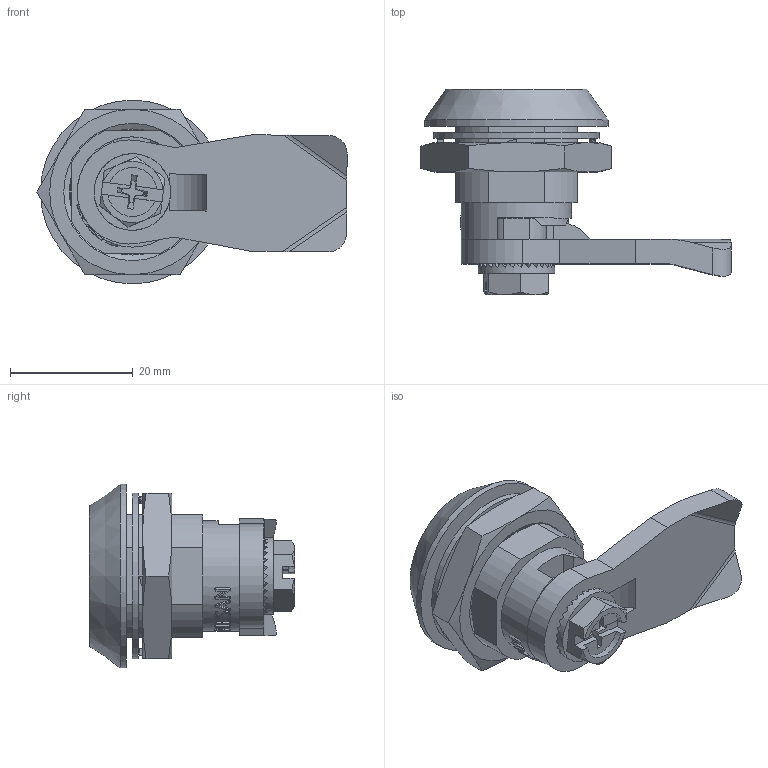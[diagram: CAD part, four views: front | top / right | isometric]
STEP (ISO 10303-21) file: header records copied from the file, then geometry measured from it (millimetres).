
FILE_DESCRIPTION(('STEP AP203'),'1');
FILE_NAME('060.1.1.15.12.step','2012-03-07T10:49:04',(' '),(' '),'Spatial InterOp 3D',' ',' ');
FILE_SCHEMA(('CONFIG_CONTROL_DESIGN'));
Length unit declared in the file: millimetre
Products named in the file (8): 1; 2; 3; 4; 5; 6; 7; 8
Bounding box: 50.64 x 33.5 x 30 mm (x, y, z)
Volume: 12330.1 mm3; surface area: 10803.2 mm2
Topology: 7 solids, 7 shells, 341 faces, 900 edges, 594 vertices
Faces by surface type: plane 249, cylinder 50, cone 23, bspline 10, extrusion 9
Full cylindrical faces by diameter (mm): 5 x1, 5.1 x1, 6 x1, 10 x1, 12 x1, 12.4 x1, 12.5 x1, 15.3 x1, 15.8 x1, 15.9 x1, 18 x1, 20.6 x1, 27 x1, 30 x1
Entity records: 12027 total; most frequent: CARTESIAN_POINT 3338, ORIENTED_EDGE 1744, DIRECTION 1670, EDGE_CURVE 872, VERTEX_POINT 586, VECTOR 560, AXIS2_PLACEMENT_3D 555, LINE 551
